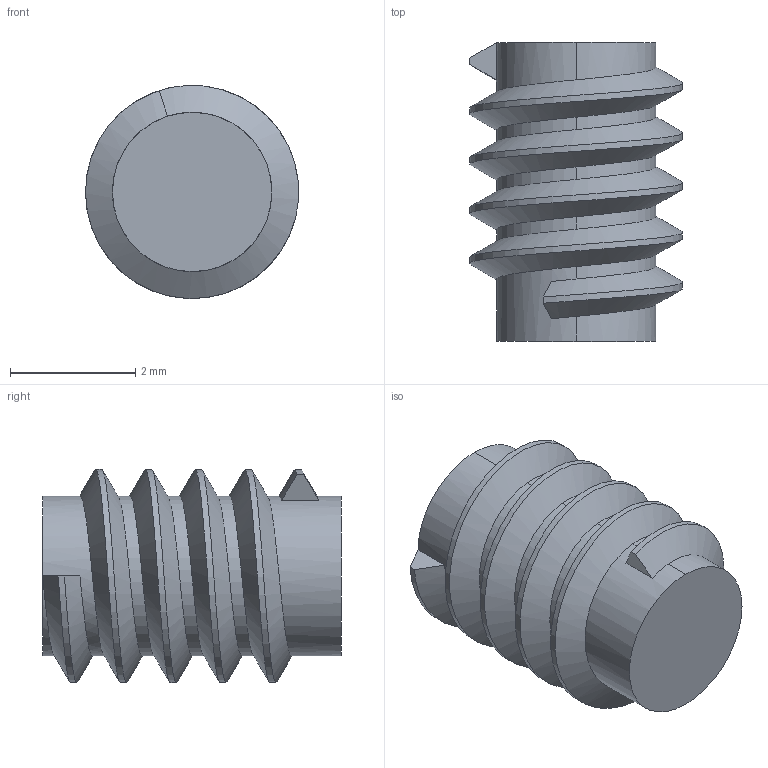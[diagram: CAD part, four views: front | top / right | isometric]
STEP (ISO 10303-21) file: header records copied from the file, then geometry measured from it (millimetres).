
FILE_DESCRIPTION (( 'STEP AP214' ), '1' );
FILE_NAME ('Set_Screw.step', '2019-01-17T14:15:35', ( '' ), ( '' ), 'SwSTEP 2.0', 'SolidWorks 2017', '' );
FILE_SCHEMA (( 'AUTOMOTIVE_DESIGN' ));
Length unit declared in the file: inch
Products named in the file (1): Set_Screw
Bounding box: 3.4 x 4.76 x 3.4 mm (x, y, z)
Volume: 28.9 mm3; surface area: 79.2 mm2
Topology: 1 solids, 1 shells, 26 faces, 67 edges, 44 vertices
Faces by surface type: cylinder 12, plane 11, bspline 3
Entity records: 1528 total; most frequent: CARTESIAN_POINT 944, ORIENTED_EDGE 134, DIRECTION 89, EDGE_CURVE 67, VERTEX_POINT 44, LINE 31, VECTOR 31, AXIS2_PLACEMENT_3D 29
